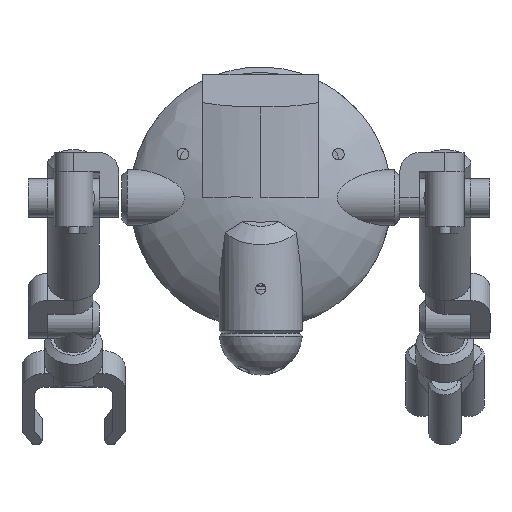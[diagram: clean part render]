
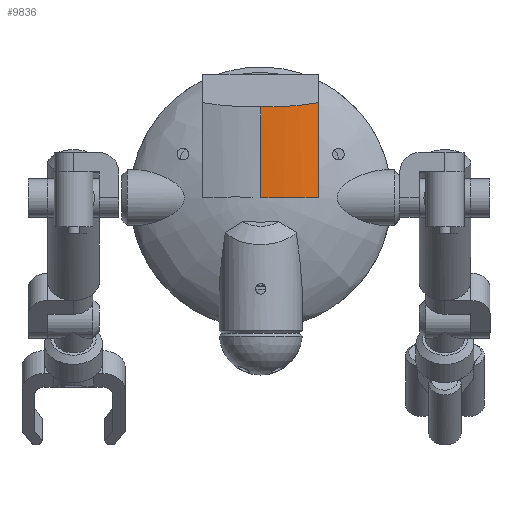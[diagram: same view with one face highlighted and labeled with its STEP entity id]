
A CAD part, top view. The second image highlights one B-rep face of the part: STEP entity #9836.
In plain terms, the highlighted free-form (B-spline) face has degree [5, 1] with [15, 2] control points.
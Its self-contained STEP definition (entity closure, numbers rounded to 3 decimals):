
#203=(
BOUNDED_CURVE()
B_SPLINE_CURVE(5,(#15576,#15577,#15578,#15579,#15580,#15581,#15582,#15583,
#15584),.UNSPECIFIED.,.F.,.F.)
B_SPLINE_CURVE_WITH_KNOTS((6,1,1,1,6),(0.618,0.7,0.8,0.9,1.),
 .UNSPECIFIED.)
CURVE()
GEOMETRIC_REPRESENTATION_ITEM()
RATIONAL_B_SPLINE_CURVE((1.,1.,1.,1.,1.,1.,1.,1.,1.))
REPRESENTATION_ITEM('')
);
#222=(
BOUNDED_SURFACE()
B_SPLINE_SURFACE(5,1,((#15847,#15848),(#15849,#15850),(#15851,#15852),(#15853,
#15854),(#15855,#15856),(#15857,#15858),(#15859,#15860),(#15861,#15862),
(#15863,#15864),(#15865,#15866),(#15867,#15868),(#15869,#15870),(#15871,
#15872),(#15873,#15874),(#15875,#15876)),.UNSPECIFIED.,.F.,.F.,.F.)
B_SPLINE_SURFACE_WITH_KNOTS((6,1,1,1,1,1,1,1,1,1,6),(2,2),(-1.,-0.9,-0.8,
-0.7,-0.6,-0.5,-0.4,-0.3,-0.2,-0.1,-0.062),(0.,3.16),
 .UNSPECIFIED.)
GEOMETRIC_REPRESENTATION_ITEM()
RATIONAL_B_SPLINE_SURFACE(((1.,1.),(1.,1.),(1.,1.),(1.,1.),(1.,1.),(1.,
1.),(1.,1.),(1.,1.),(1.,1.),(1.,1.),(1.,1.),(1.,1.),(1.,1.),(1.,1.),(1.,
1.)))
REPRESENTATION_ITEM('')
SURFACE()
);
#748=B_SPLINE_CURVE_WITH_KNOTS('',3,(#15878,#15879,#15880,#15881,#15882,
#15883),.UNSPECIFIED.,.F.,.F.,(4,2,4),(-4.157,-1.893,
-1.325),.UNSPECIFIED.);
#1105=FACE_OUTER_BOUND('',#1745,.T.);
#1745=EDGE_LOOP('',(#6992,#6993,#6994,#6995));
#2539=LINE('',#15846,#3232);
#2540=LINE('',#15884,#3233);
#3232=VECTOR('',#11863,9.);
#3233=VECTOR('',#11864,9.);
#4498=VERTEX_POINT('',#15556);
#4499=VERTEX_POINT('',#15575);
#4510=VERTEX_POINT('',#15844);
#4511=VERTEX_POINT('',#15877);
#5448=EDGE_CURVE('',#4498,#4499,#203,.T.);
#5474=EDGE_CURVE('',#4498,#4510,#2539,.T.);
#5475=EDGE_CURVE('',#4511,#4510,#748,.T.);
#5476=EDGE_CURVE('',#4499,#4511,#2540,.T.);
#6992=ORIENTED_EDGE('',*,*,#5448,.F.);
#6993=ORIENTED_EDGE('',*,*,#5474,.T.);
#6994=ORIENTED_EDGE('',*,*,#5475,.F.);
#6995=ORIENTED_EDGE('',*,*,#5476,.F.);
#9836=ADVANCED_FACE('',(#1105),#222,.T.);
#11863=DIRECTION('',(0.,1.,0.));
#11864=DIRECTION('',(0.,1.,0.));
#15556=CARTESIAN_POINT('',(9.215,0.018,32.362));
#15575=CARTESIAN_POINT('',(0.215,0.018,33.534));
#15576=CARTESIAN_POINT('Ctrl Pts',(9.215,0.018,
32.362));
#15577=CARTESIAN_POINT('Ctrl Pts',(8.872,0.018,
32.466));
#15578=CARTESIAN_POINT('Ctrl Pts',(8.121,0.018,
32.683));
#15579=CARTESIAN_POINT('Ctrl Pts',(6.979,0.018,
32.972));
#15580=CARTESIAN_POINT('Ctrl Pts',(5.413,0.018,
33.27));
#15581=CARTESIAN_POINT('Ctrl Pts',(3.645,0.018,
33.449));
#15582=CARTESIAN_POINT('Ctrl Pts',(2.03,0.018,
33.519));
#15583=CARTESIAN_POINT('Ctrl Pts',(0.839,0.018,
33.534));
#15584=CARTESIAN_POINT('Ctrl Pts',(0.215,0.018,
33.534));
#15844=CARTESIAN_POINT('',(9.215,14.782,32.362));
#15846=CARTESIAN_POINT('',(9.215,0.018,32.362));
#15847=CARTESIAN_POINT('Ctrl Pts',(0.215,0.018,
33.534));
#15848=CARTESIAN_POINT('Ctrl Pts',(0.215,28.454,33.534));
#15849=CARTESIAN_POINT('Ctrl Pts',(0.839,0.018,
33.534));
#15850=CARTESIAN_POINT('Ctrl Pts',(0.839,28.454,33.534));
#15851=CARTESIAN_POINT('Ctrl Pts',(2.03,0.018,
33.519));
#15852=CARTESIAN_POINT('Ctrl Pts',(2.03,28.454,33.519));
#15853=CARTESIAN_POINT('Ctrl Pts',(3.645,0.018,
33.449));
#15854=CARTESIAN_POINT('Ctrl Pts',(3.645,28.454,33.449));
#15855=CARTESIAN_POINT('Ctrl Pts',(5.496,0.018,
33.262));
#15856=CARTESIAN_POINT('Ctrl Pts',(5.496,28.454,33.262));
#15857=CARTESIAN_POINT('Ctrl Pts',(7.534,0.018,
32.865));
#15858=CARTESIAN_POINT('Ctrl Pts',(7.534,28.454,32.865));
#15859=CARTESIAN_POINT('Ctrl Pts',(9.55,0.018,32.292));
#15860=CARTESIAN_POINT('Ctrl Pts',(9.55,28.454,32.292));
#15861=CARTESIAN_POINT('Ctrl Pts',(11.743,0.018,
31.533));
#15862=CARTESIAN_POINT('Ctrl Pts',(11.743,28.454,31.533));
#15863=CARTESIAN_POINT('Ctrl Pts',(14.179,0.018,
30.578));
#15864=CARTESIAN_POINT('Ctrl Pts',(14.179,28.454,30.578));
#15865=CARTESIAN_POINT('Ctrl Pts',(16.673,0.018,
29.431));
#15866=CARTESIAN_POINT('Ctrl Pts',(16.673,28.454,29.431));
#15867=CARTESIAN_POINT('Ctrl Pts',(18.613,0.018,
28.268));
#15868=CARTESIAN_POINT('Ctrl Pts',(18.613,28.454,28.268));
#15869=CARTESIAN_POINT('Ctrl Pts',(19.734,0.018,
27.273));
#15870=CARTESIAN_POINT('Ctrl Pts',(19.734,28.454,27.273));
#15871=CARTESIAN_POINT('Ctrl Pts',(20.264,0.018,
26.525));
#15872=CARTESIAN_POINT('Ctrl Pts',(20.264,28.454,26.525));
#15873=CARTESIAN_POINT('Ctrl Pts',(20.474,0.018,
26.077));
#15874=CARTESIAN_POINT('Ctrl Pts',(20.474,28.454,26.077));
#15875=CARTESIAN_POINT('Ctrl Pts',(20.525,0.018,
25.953));
#15876=CARTESIAN_POINT('Ctrl Pts',(20.525,28.454,25.953));
#15877=CARTESIAN_POINT('',(0.215,14.106,33.534));
#15878=CARTESIAN_POINT('Ctrl Pts',(0.215,14.106,33.534));
#15879=CARTESIAN_POINT('Ctrl Pts',(2.967,14.106,33.534));
#15880=CARTESIAN_POINT('Ctrl Pts',(4.926,14.208,33.358));
#15881=CARTESIAN_POINT('Ctrl Pts',(7.146,14.464,32.913));
#15882=CARTESIAN_POINT('Ctrl Pts',(7.982,14.567,32.736));
#15883=CARTESIAN_POINT('Ctrl Pts',(9.215,14.782,32.362));
#15884=CARTESIAN_POINT('',(0.215,0.018,33.534));
